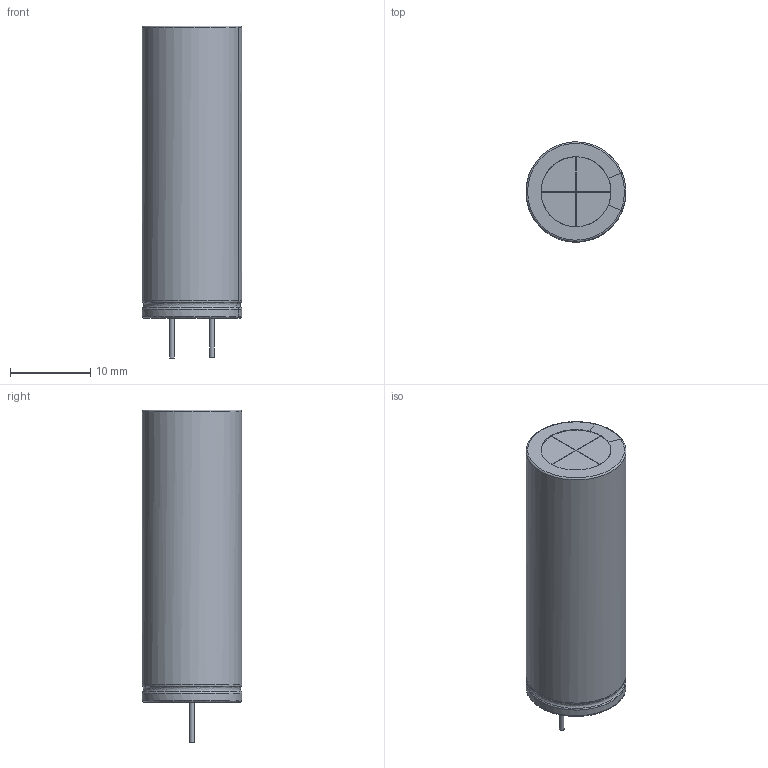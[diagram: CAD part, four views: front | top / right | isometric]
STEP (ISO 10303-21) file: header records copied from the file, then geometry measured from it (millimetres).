
FILE_DESCRIPTION(/* description */ ('model of C_Radial_D12.5mm_H36.5mm_P5.00mm'),/* implementation_level */ '2;1');
FILE_NAME(/* name */ 'C_Radial_D12.5mm_H36.5mm_P5.00mm.step',/* time_stamp */ '2019-11-21T19:36:04',/* author */ ('kicad StepUp','ksu'),/* organization */ ('FreeCAD'),/* preprocessor_version */ 'OCC',/* originating_system */ 'kicad StepUp',/* authorisation */ '');
FILE_SCHEMA(('AUTOMOTIVE_DESIGN { 1 0 10303 214 1 1 1 1 }'));
Length unit declared in the file: millimetre
Products named in the file (1): C_Radial_D125mm_H365mm_P500mm
Bounding box: 12.5 x 12.5 x 41.5 mm (x, y, z)
Volume: 4452.5 mm3; surface area: 1829.6 mm2
Topology: 1 solids, 2 shells, 59 faces, 182 edges, 137 vertices
Faces by surface type: plane 23, cylinder 21, bspline 7, revolution 6, torus 2
Full cylindrical faces by diameter (mm): 0.6 x2
Entity records: 6567 total; most frequent: CARTESIAN_POINT 2926, DIRECTION 464, ORIENTED_EDGE 364, PCURVE 364, DEFINITIONAL_REPRESENTATION 364, B_SPLINE_CURVE_WITH_KNOTS 246, LINE 213, VECTOR 213
